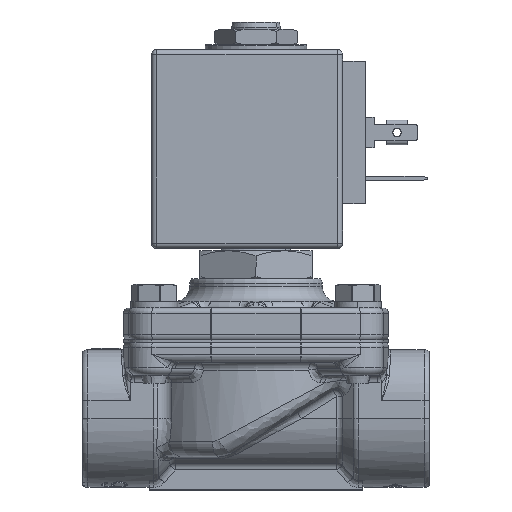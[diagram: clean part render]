
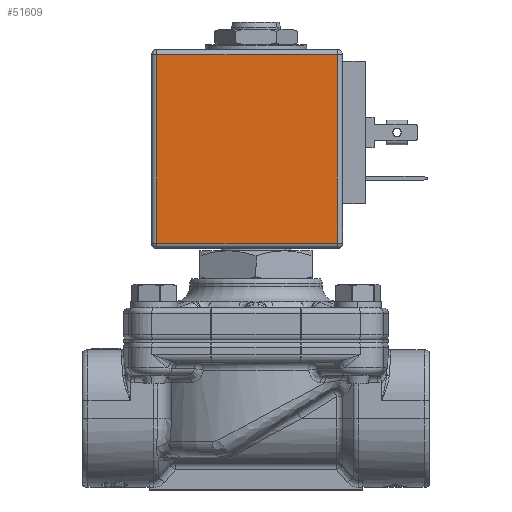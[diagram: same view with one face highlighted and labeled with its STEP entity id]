
A CAD part, top view. The second image highlights one B-rep face of the part: STEP entity #51609.
In plain terms, the highlighted planar face has unit normal (0, 0, 1).
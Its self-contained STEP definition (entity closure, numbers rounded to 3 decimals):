
#14749=DIRECTION('',(1.,0.,0.));
#14750=VECTOR('',#14749,35.5);
#14751=CARTESIAN_POINT('',(-19.5,34.45,15.));
#14752=LINE('',#14751,#14750);
#14765=DIRECTION('',(0.,1.,0.));
#14766=VECTOR('',#14765,37.);
#14767=CARTESIAN_POINT('',(16.,34.45,15.));
#14768=LINE('',#14767,#14766);
#14808=DIRECTION('',(-1.,0.,0.));
#14809=VECTOR('',#14808,35.5);
#14810=CARTESIAN_POINT('',(16.,71.45,15.));
#14811=LINE('',#14810,#14809);
#14845=DIRECTION('',(0.,-1.,0.));
#14846=VECTOR('',#14845,37.);
#14847=CARTESIAN_POINT('',(-19.5,71.45,15.));
#14848=LINE('',#14847,#14846);
#16292=CARTESIAN_POINT('',(16.,34.45,15.));
#16293=CARTESIAN_POINT('',(16.,71.45,15.));
#16294=VERTEX_POINT('',#16292);
#16295=VERTEX_POINT('',#16293);
#16296=CARTESIAN_POINT('',(-19.5,71.45,15.));
#16297=VERTEX_POINT('',#16296);
#16298=CARTESIAN_POINT('',(-19.5,34.45,15.));
#16299=VERTEX_POINT('',#16298);
#51595=CARTESIAN_POINT('',(-1.75,52.95,15.));
#51596=DIRECTION('',(0.,0.,1.));
#51597=DIRECTION('',(-1.,0.,0.));
#51598=AXIS2_PLACEMENT_3D('',#51595,#51596,#51597);
#51599=PLANE('',#51598);
#51601=ORIENTED_EDGE('',*,*,#51600,.F.);
#51602=ORIENTED_EDGE('',*,*,#51579,.F.);
#51604=ORIENTED_EDGE('',*,*,#51603,.F.);
#51606=ORIENTED_EDGE('',*,*,#51605,.F.);
#51607=EDGE_LOOP('',(#51601,#51602,#51604,#51606));
#51608=FACE_OUTER_BOUND('',#51607,.F.);
#51579=EDGE_CURVE('',#16299,#16294,#14752,.T.);
#51600=EDGE_CURVE('',#16294,#16295,#14768,.T.);
#51603=EDGE_CURVE('',#16297,#16299,#14848,.T.);
#51605=EDGE_CURVE('',#16295,#16297,#14811,.T.);
#51609=ADVANCED_FACE('',(#51608),#51599,.T.);
